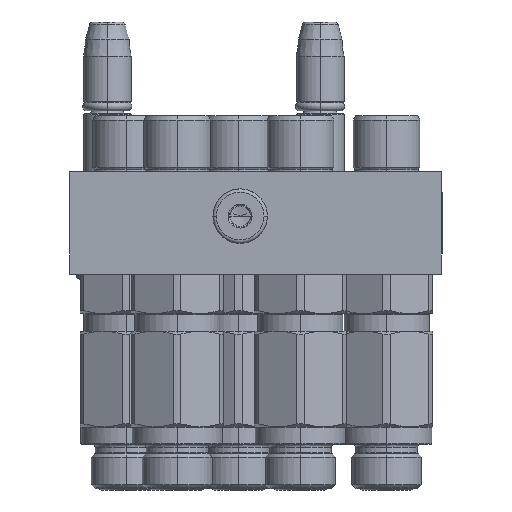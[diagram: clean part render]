
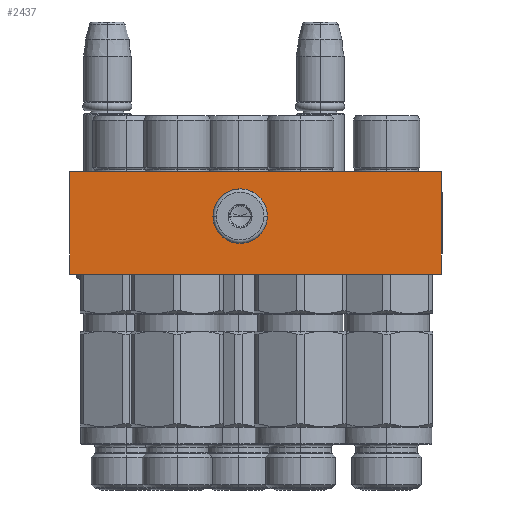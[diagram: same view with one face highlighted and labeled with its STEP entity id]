
A CAD part, front view. The second image highlights one B-rep face of the part: STEP entity #2437.
In plain terms, the highlighted face is planar.
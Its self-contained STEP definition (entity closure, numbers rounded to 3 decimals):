
#131 = CARTESIAN_POINT ( 'NONE',  ( 0.586, 11.815, -50. ) ) ;
#324 = CARTESIAN_POINT ( 'NONE',  ( -4.5, 7.78, -50. ) ) ;
#476 = ORIENTED_EDGE ( 'NONE', *, *, #23644, .T. ) ;
#510 = CARTESIAN_POINT ( 'NONE',  ( 0.446, 11.321, -50. ) ) ;
#1374 = CARTESIAN_POINT ( 'NONE',  ( -5.185, 7.78, -50. ) ) ;
#1824 = LINE ( 'NONE', #25792, #31961 ) ;
#2437 = ADVANCED_FACE ( 'NONE', ( #17110, #50014 ), #55457, .T. ) ;
#2936 = VERTEX_POINT ( 'NONE', #14074 ) ;
#3163 = CARTESIAN_POINT ( 'NONE',  ( -9.446, 14.679, -50. ) ) ;
#3529 = CARTESIAN_POINT ( 'NONE',  ( -8.675, 16.207, -50. ) ) ;
#3867 = DIRECTION ( 'NONE',  ( -1., 0., 0. ) ) ;
#4636 = CARTESIAN_POINT ( 'NONE',  ( 0.686, 12.315, -50. ) ) ;
#5286 = CARTESIAN_POINT ( 'NONE',  ( -9.678, 12.317, -50. ) ) ;
#6381 = CARTESIAN_POINT ( 'NONE',  ( 54.5, 0., -50. ) ) ;
#7284 = CARTESIAN_POINT ( 'NONE',  ( -0.325, 16.207, -50. ) ) ;
#7460 = CARTESIAN_POINT ( 'NONE',  ( -9.061, 15.629, -50. ) ) ;
#7641 = CARTESIAN_POINT ( 'NONE',  ( 0.653, 13.85, -50. ) ) ;
#8017 = EDGE_CURVE ( 'NONE', #36141, #2936, #1824, .T. ) ;
#8148 = VECTOR ( 'NONE', #29866, 1000. ) ;
#8563 = CARTESIAN_POINT ( 'NONE',  ( -1.87, 8.439, -50. ) ) ;
#8752 = CARTESIAN_POINT ( 'NONE',  ( 0.388, 11.16, -50. ) ) ;
#9410 = VERTEX_POINT ( 'NONE', #49679 ) ;
#9574 = CARTESIAN_POINT ( 'NONE',  ( -9.061, 10.37, -50. ) ) ;
#9627 = LINE ( 'NONE', #11044, #48590 ) ;
#10244 = EDGE_LOOP ( 'NONE', ( #12728, #13429, #14660, #476 ) ) ;
#11044 = CARTESIAN_POINT ( 'NONE',  ( -54.5, 0., -50. ) ) ;
#11219 = B_SPLINE_CURVE_WITH_KNOTS ( 'NONE', 3,
 ( #26840, #44142, #40174, #5286, #44496, #48631, #35290, #9574, #39810, #18422, #48452, #22727, #1374, #47894 ),
 .UNSPECIFIED., .F., .F.,
 ( 4, 2, 2, 2, 2, 2, 4 ),
 ( 0., 0.031, 0.063, 0.125, 0.25, 0.375, 0.5 ),
 .UNSPECIFIED. ) ;
#12123 = CARTESIAN_POINT ( 'NONE',  ( -5.185, 18.22, -50. ) ) ;
#12728 = ORIENTED_EDGE ( 'NONE', *, *, #45365, .T. ) ;
#12781 = ORIENTED_EDGE ( 'NONE', *, *, #53587, .T. ) ;
#12856 = CARTESIAN_POINT ( 'NONE',  ( 0.545, 11.647, -50. ) ) ;
#13056 = CARTESIAN_POINT ( 'NONE',  ( 0.72, 13., -50. ) ) ;
#13429 = ORIENTED_EDGE ( 'NONE', *, *, #8017, .F. ) ;
#13881 = CARTESIAN_POINT ( 'NONE',  ( -9.72, 13., -50. ) ) ;
#14074 = CARTESIAN_POINT ( 'NONE',  ( -54.5, 30., -50. ) ) ;
#14660 = ORIENTED_EDGE ( 'NONE', *, *, #46069, .F. ) ;
#15588 = VECTOR ( 'NONE', #22898, 1000. ) ;
#16075 = CARTESIAN_POINT ( 'NONE',  ( 0.72, 13., -50. ) ) ;
#16264 = CARTESIAN_POINT ( 'NONE',  ( -1.293, 17.175, -50. ) ) ;
#16519 = EDGE_CURVE ( 'NONE', #53076, #9410, #20030, .T. ) ;
#17110 = FACE_BOUND ( 'NONE', #36066, .T. ) ;
#18422 = CARTESIAN_POINT ( 'NONE',  ( -7.707, 8.825, -50. ) ) ;
#20030 = B_SPLINE_CURVE_WITH_KNOTS ( 'NONE', 3,
 ( #46088, #50436, #29940, #8563, #30123, #47600, #38778, #8752, #510, #12856, #131, #4636, #30291, #13056 ),
 .UNSPECIFIED., .F., .F.,
 ( 4, 2, 2, 2, 2, 2, 4 ),
 ( 0.5, 0.625, 0.75, 0.875, 0.906, 0.938, 1. ),
 .UNSPECIFIED. ) ;
#20226 = CARTESIAN_POINT ( 'NONE',  ( -9.545, 14.353, -50. ) ) ;
#20404 = CARTESIAN_POINT ( 'NONE',  ( -3.135, 18.085, -50. ) ) ;
#20937 = DIRECTION ( 'NONE',  ( 0., 0., -1. ) ) ;
#22727 = CARTESIAN_POINT ( 'NONE',  ( -5.865, 7.915, -50. ) ) ;
#22898 = DIRECTION ( 'NONE',  ( 0., 1., 0. ) ) ;
#23644 = EDGE_CURVE ( 'NONE', #24049, #42317, #46434, .T. ) ;
#24049 = VERTEX_POINT ( 'NONE', #6381 ) ;
#24722 = CARTESIAN_POINT ( 'NONE',  ( -1.87, 17.56, -50. ) ) ;
#24898 = CARTESIAN_POINT ( 'NONE',  ( 0.553, 14.354, -50. ) ) ;
#25046 = DIRECTION ( 'NONE',  ( -1., 0., 0. ) ) ;
#25792 = CARTESIAN_POINT ( 'NONE',  ( 54.5, 30., -50. ) ) ;
#26840 = CARTESIAN_POINT ( 'NONE',  ( -9.72, 13., -50. ) ) ;
#27811 = CARTESIAN_POINT ( 'NONE',  ( 54.5, 0., -50. ) ) ;
#28649 = CARTESIAN_POINT ( 'NONE',  ( 0.72, 13.173, -50. ) ) ;
#28859 = DIRECTION ( 'NONE',  ( 0., 1., 0. ) ) ;
#29204 = CARTESIAN_POINT ( 'NONE',  ( -7.13, 17.561, -50. ) ) ;
#29304 = CARTESIAN_POINT ( 'NONE',  ( 54.5, 0., -50. ) ) ;
#29402 = CARTESIAN_POINT ( 'NONE',  ( -9.72, 13., -50. ) ) ;
#29866 = DIRECTION ( 'NONE',  ( -1., 0., 0. ) ) ;
#29940 = CARTESIAN_POINT ( 'NONE',  ( -3.135, 7.916, -50. ) ) ;
#30123 = CARTESIAN_POINT ( 'NONE',  ( -1.293, 8.825, -50. ) ) ;
#30291 = CARTESIAN_POINT ( 'NONE',  ( 0.719, 12.654, -50. ) ) ;
#30306 = AXIS2_PLACEMENT_3D ( 'NONE', #34047, #20937, #3867 ) ;
#31961 = VECTOR ( 'NONE', #25046, 1000. ) ;
#32316 = B_SPLINE_CURVE_WITH_KNOTS ( 'NONE', 3,
 ( #16075, #28649, #42019, #38050, #7641, #24898, #46501, #33141, #7284, #16264, #24722, #20404, #37296, #12123, #54945, #29204, #45742, #3529, #7460, #55119, #3163, #20226, #50459, #50077, #41656, #29402 ),
 .UNSPECIFIED., .F., .F.,
 ( 4, 2, 2, 2, 2, 2, 2, 2, 2, 2, 2, 2, 4 ),
 ( 0., 0.031, 0.062, 0.125, 0.25, 0.375, 0.5, 0.625, 0.75, 0.875, 0.906, 0.937, 1. ),
 .UNSPECIFIED. ) ;
#32698 = CARTESIAN_POINT ( 'NONE',  ( -54.5, 0., -50. ) ) ;
#33141 = CARTESIAN_POINT ( 'NONE',  ( 0.061, 15.63, -50. ) ) ;
#34047 = CARTESIAN_POINT ( 'NONE',  ( 54.5, 0., -50. ) ) ;
#35040 = LINE ( 'NONE', #27811, #15588 ) ;
#35290 = CARTESIAN_POINT ( 'NONE',  ( -9.454, 11.319, -50. ) ) ;
#36066 = EDGE_LOOP ( 'NONE', ( #12781, #41181, #47355 ) ) ;
#36141 = VERTEX_POINT ( 'NONE', #40258 ) ;
#37296 = CARTESIAN_POINT ( 'NONE',  ( -3.815, 18.22, -50. ) ) ;
#38050 = CARTESIAN_POINT ( 'NONE',  ( 0.678, 13.683, -50. ) ) ;
#38778 = CARTESIAN_POINT ( 'NONE',  ( 0.061, 10.371, -50. ) ) ;
#39810 = CARTESIAN_POINT ( 'NONE',  ( -8.675, 9.793, -50. ) ) ;
#40174 = CARTESIAN_POINT ( 'NONE',  ( -9.711, 12.656, -50. ) ) ;
#40258 = CARTESIAN_POINT ( 'NONE',  ( 54.5, 30., -50. ) ) ;
#41181 = ORIENTED_EDGE ( 'NONE', *, *, #16519, .T. ) ;
#41656 = CARTESIAN_POINT ( 'NONE',  ( -9.719, 13.346, -50. ) ) ;
#41809 = EDGE_CURVE ( 'NONE', #9410, #43603, #32316, .T. ) ;
#42019 = CARTESIAN_POINT ( 'NONE',  ( 0.711, 13.344, -50. ) ) ;
#42317 = VERTEX_POINT ( 'NONE', #32698 ) ;
#43603 = VERTEX_POINT ( 'NONE', #13881 ) ;
#44142 = CARTESIAN_POINT ( 'NONE',  ( -9.72, 12.827, -50. ) ) ;
#44496 = CARTESIAN_POINT ( 'NONE',  ( -9.653, 12.15, -50. ) ) ;
#45365 = EDGE_CURVE ( 'NONE', #42317, #2936, #9627, .T. ) ;
#45742 = CARTESIAN_POINT ( 'NONE',  ( -7.707, 17.175, -50. ) ) ;
#46069 = EDGE_CURVE ( 'NONE', #24049, #36141, #35040, .T. ) ;
#46088 = CARTESIAN_POINT ( 'NONE',  ( -4.5, 7.78, -50. ) ) ;
#46434 = LINE ( 'NONE', #29304, #8148 ) ;
#46501 = CARTESIAN_POINT ( 'NONE',  ( 0.454, 14.681, -50. ) ) ;
#47355 = ORIENTED_EDGE ( 'NONE', *, *, #41809, .T. ) ;
#47600 = CARTESIAN_POINT ( 'NONE',  ( -0.325, 9.793, -50. ) ) ;
#47894 = CARTESIAN_POINT ( 'NONE',  ( -4.5, 7.78, -50. ) ) ;
#48452 = CARTESIAN_POINT ( 'NONE',  ( -7.13, 8.44, -50. ) ) ;
#48590 = VECTOR ( 'NONE', #28859, 1000. ) ;
#48631 = CARTESIAN_POINT ( 'NONE',  ( -9.553, 11.646, -50. ) ) ;
#49679 = CARTESIAN_POINT ( 'NONE',  ( 0.72, 13., -50. ) ) ;
#50014 = FACE_OUTER_BOUND ( 'NONE', #10244, .T. ) ;
#50077 = CARTESIAN_POINT ( 'NONE',  ( -9.686, 13.685, -50. ) ) ;
#50436 = CARTESIAN_POINT ( 'NONE',  ( -3.815, 7.78, -50. ) ) ;
#50459 = CARTESIAN_POINT ( 'NONE',  ( -9.586, 14.185, -50. ) ) ;
#53076 = VERTEX_POINT ( 'NONE', #324 ) ;
#53587 = EDGE_CURVE ( 'NONE', #43603, #53076, #11219, .T. ) ;
#54945 = CARTESIAN_POINT ( 'NONE',  ( -5.865, 18.084, -50. ) ) ;
#55119 = CARTESIAN_POINT ( 'NONE',  ( -9.388, 14.84, -50. ) ) ;
#55457 = PLANE ( 'NONE',  #30306 ) ;
